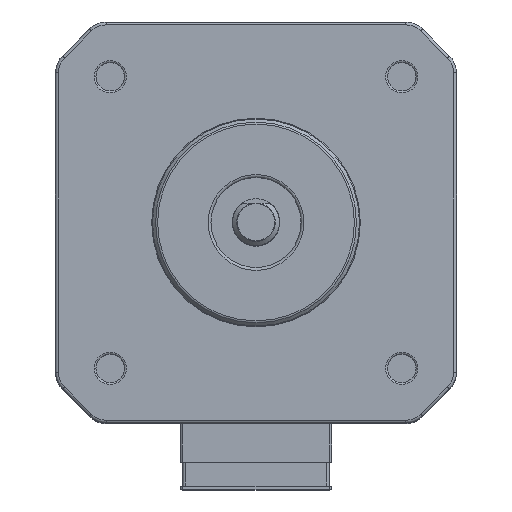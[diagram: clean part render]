
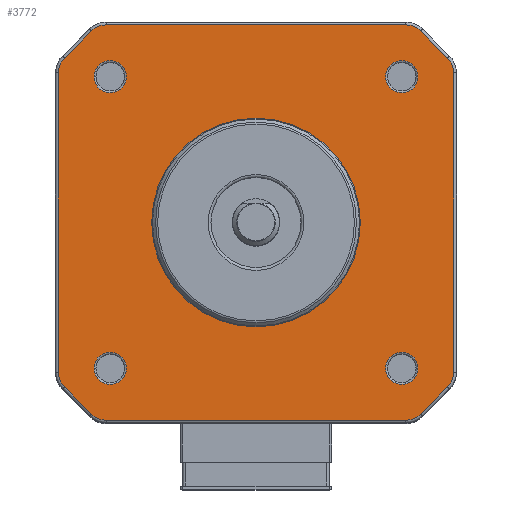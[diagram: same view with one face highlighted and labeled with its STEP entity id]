
A CAD part, top view. The second image highlights one B-rep face of the part: STEP entity #3772.
In plain terms, the highlighted planar face has unit normal (0, 0, 1).
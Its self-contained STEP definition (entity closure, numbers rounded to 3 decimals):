
#39=FACE_BOUND('',#527,.T.);
#40=FACE_BOUND('',#528,.T.);
#41=FACE_BOUND('',#529,.T.);
#42=FACE_BOUND('',#530,.T.);
#43=FACE_BOUND('',#531,.T.);
#87=PLANE('',#4161);
#292=FACE_OUTER_BOUND('',#526,.T.);
#526=EDGE_LOOP('',(#2927,#2928,#2929,#2930,#2931,#2932,#2933,#2934,#2935,
#2936,#2937,#2938,#2939,#2940,#2941,#2942));
#527=EDGE_LOOP('',(#2943));
#528=EDGE_LOOP('',(#2944));
#529=EDGE_LOOP('',(#2945,#2946));
#530=EDGE_LOOP('',(#2947));
#531=EDGE_LOOP('',(#2948));
#762=LINE('',#6117,#1053);
#764=LINE('',#6129,#1055);
#766=LINE('',#6141,#1057);
#768=LINE('',#6153,#1059);
#770=LINE('',#6165,#1061);
#772=LINE('',#6177,#1063);
#774=LINE('',#6189,#1065);
#775=LINE('',#6197,#1066);
#1053=VECTOR('',#4888,10.);
#1055=VECTOR('',#4902,10.);
#1057=VECTOR('',#4916,10.);
#1059=VECTOR('',#4930,10.);
#1061=VECTOR('',#4944,10.);
#1063=VECTOR('',#4958,10.);
#1065=VECTOR('',#4972,10.);
#1066=VECTOR('',#4983,10.);
#1345=CIRCLE('',#4103,2.2);
#1351=CIRCLE('',#4111,2.2);
#1355=CIRCLE('',#4117,2.2);
#1359=CIRCLE('',#4123,2.2);
#1363=CIRCLE('',#4129,2.2);
#1367=CIRCLE('',#4135,2.2);
#1371=CIRCLE('',#4141,2.2);
#1375=CIRCLE('',#4147,2.2);
#1380=CIRCLE('',#4162,1.7);
#1381=CIRCLE('',#4163,1.7);
#1382=CIRCLE('',#4164,4.75);
#1383=CIRCLE('',#4165,4.75);
#1384=CIRCLE('',#4166,1.7);
#1385=CIRCLE('',#4167,1.7);
#1637=VERTEX_POINT('',#6105);
#1638=VERTEX_POINT('',#6107);
#1640=VERTEX_POINT('',#6113);
#1642=VERTEX_POINT('',#6119);
#1644=VERTEX_POINT('',#6125);
#1646=VERTEX_POINT('',#6131);
#1648=VERTEX_POINT('',#6137);
#1650=VERTEX_POINT('',#6143);
#1652=VERTEX_POINT('',#6149);
#1654=VERTEX_POINT('',#6155);
#1656=VERTEX_POINT('',#6161);
#1658=VERTEX_POINT('',#6167);
#1660=VERTEX_POINT('',#6173);
#1662=VERTEX_POINT('',#6179);
#1664=VERTEX_POINT('',#6185);
#1666=VERTEX_POINT('',#6191);
#1677=VERTEX_POINT('',#6234);
#1678=VERTEX_POINT('',#6236);
#1679=VERTEX_POINT('',#6238);
#1680=VERTEX_POINT('',#6239);
#1681=VERTEX_POINT('',#6242);
#1682=VERTEX_POINT('',#6244);
#2075=EDGE_CURVE('',#1637,#1638,#1345,.T.);
#2080=EDGE_CURVE('',#1638,#1640,#762,.T.);
#2083=EDGE_CURVE('',#1640,#1642,#1351,.T.);
#2086=EDGE_CURVE('',#1642,#1644,#764,.T.);
#2089=EDGE_CURVE('',#1644,#1646,#1355,.T.);
#2092=EDGE_CURVE('',#1646,#1648,#766,.T.);
#2095=EDGE_CURVE('',#1648,#1650,#1359,.T.);
#2098=EDGE_CURVE('',#1650,#1652,#768,.T.);
#2101=EDGE_CURVE('',#1652,#1654,#1363,.T.);
#2104=EDGE_CURVE('',#1654,#1656,#770,.T.);
#2107=EDGE_CURVE('',#1656,#1658,#1367,.T.);
#2110=EDGE_CURVE('',#1658,#1660,#772,.T.);
#2113=EDGE_CURVE('',#1660,#1662,#1371,.T.);
#2116=EDGE_CURVE('',#1662,#1664,#774,.T.);
#2119=EDGE_CURVE('',#1664,#1666,#1375,.T.);
#2120=EDGE_CURVE('',#1666,#1637,#775,.T.);
#2139=EDGE_CURVE('',#1677,#1677,#1380,.T.);
#2140=EDGE_CURVE('',#1678,#1678,#1381,.T.);
#2141=EDGE_CURVE('',#1679,#1680,#1382,.T.);
#2142=EDGE_CURVE('',#1680,#1679,#1383,.T.);
#2143=EDGE_CURVE('',#1681,#1681,#1384,.T.);
#2144=EDGE_CURVE('',#1682,#1682,#1385,.T.);
#2927=ORIENTED_EDGE('',*,*,#2075,.F.);
#2928=ORIENTED_EDGE('',*,*,#2120,.F.);
#2929=ORIENTED_EDGE('',*,*,#2119,.F.);
#2930=ORIENTED_EDGE('',*,*,#2116,.F.);
#2931=ORIENTED_EDGE('',*,*,#2113,.F.);
#2932=ORIENTED_EDGE('',*,*,#2110,.F.);
#2933=ORIENTED_EDGE('',*,*,#2107,.F.);
#2934=ORIENTED_EDGE('',*,*,#2104,.F.);
#2935=ORIENTED_EDGE('',*,*,#2101,.F.);
#2936=ORIENTED_EDGE('',*,*,#2098,.F.);
#2937=ORIENTED_EDGE('',*,*,#2095,.F.);
#2938=ORIENTED_EDGE('',*,*,#2092,.F.);
#2939=ORIENTED_EDGE('',*,*,#2089,.F.);
#2940=ORIENTED_EDGE('',*,*,#2086,.F.);
#2941=ORIENTED_EDGE('',*,*,#2083,.F.);
#2942=ORIENTED_EDGE('',*,*,#2080,.F.);
#2943=ORIENTED_EDGE('',*,*,#2139,.F.);
#2944=ORIENTED_EDGE('',*,*,#2140,.F.);
#2945=ORIENTED_EDGE('',*,*,#2141,.T.);
#2946=ORIENTED_EDGE('',*,*,#2142,.T.);
#2947=ORIENTED_EDGE('',*,*,#2143,.F.);
#2948=ORIENTED_EDGE('',*,*,#2144,.F.);
#3772=ADVANCED_FACE('',(#292,#39,#40,#41,#42,#43),#87,.T.);
#4103=AXIS2_PLACEMENT_3D('',#6108,#4877,#4878);
#4111=AXIS2_PLACEMENT_3D('',#6123,#4895,#4896);
#4117=AXIS2_PLACEMENT_3D('',#6135,#4909,#4910);
#4123=AXIS2_PLACEMENT_3D('',#6147,#4923,#4924);
#4129=AXIS2_PLACEMENT_3D('',#6159,#4937,#4938);
#4135=AXIS2_PLACEMENT_3D('',#6171,#4951,#4952);
#4141=AXIS2_PLACEMENT_3D('',#6183,#4965,#4966);
#4147=AXIS2_PLACEMENT_3D('',#6195,#4979,#4980);
#4161=AXIS2_PLACEMENT_3D('',#6233,#5022,#5023);
#4162=AXIS2_PLACEMENT_3D('',#6235,#5024,#5025);
#4163=AXIS2_PLACEMENT_3D('',#6237,#5026,#5027);
#4164=AXIS2_PLACEMENT_3D('',#6240,#5028,#5029);
#4165=AXIS2_PLACEMENT_3D('',#6241,#5030,#5031);
#4166=AXIS2_PLACEMENT_3D('',#6243,#5032,#5033);
#4167=AXIS2_PLACEMENT_3D('',#6245,#5034,#5035);
#4877=DIRECTION('center_axis',(0.,0.,-1.));
#4878=DIRECTION('ref_axis',(-0.924,-0.383,0.));
#4888=DIRECTION('',(0.,1.,0.));
#4895=DIRECTION('center_axis',(0.,0.,-1.));
#4896=DIRECTION('ref_axis',(-0.924,0.383,0.));
#4902=DIRECTION('',(0.707,0.707,0.));
#4909=DIRECTION('center_axis',(0.,0.,-1.));
#4910=DIRECTION('ref_axis',(-0.383,0.924,0.));
#4916=DIRECTION('',(1.,0.,0.));
#4923=DIRECTION('center_axis',(0.,0.,-1.));
#4924=DIRECTION('ref_axis',(0.383,0.924,0.));
#4930=DIRECTION('',(0.707,-0.707,0.));
#4937=DIRECTION('center_axis',(0.,0.,-1.));
#4938=DIRECTION('ref_axis',(0.924,0.383,0.));
#4944=DIRECTION('',(0.,-1.,0.));
#4951=DIRECTION('center_axis',(0.,0.,-1.));
#4952=DIRECTION('ref_axis',(0.924,-0.383,0.));
#4958=DIRECTION('',(-0.707,-0.707,0.));
#4965=DIRECTION('center_axis',(0.,0.,-1.));
#4966=DIRECTION('ref_axis',(0.383,-0.924,0.));
#4972=DIRECTION('',(-1.,0.,0.));
#4979=DIRECTION('center_axis',(0.,0.,-1.));
#4980=DIRECTION('ref_axis',(-0.383,-0.924,0.));
#4983=DIRECTION('',(-0.707,0.707,0.));
#5022=DIRECTION('center_axis',(0.,0.,1.));
#5023=DIRECTION('ref_axis',(1.,0.,0.));
#5024=DIRECTION('center_axis',(0.,0.,1.));
#5025=DIRECTION('ref_axis',(-1.,0.,0.));
#5026=DIRECTION('center_axis',(0.,0.,1.));
#5027=DIRECTION('ref_axis',(-1.,0.,0.));
#5028=DIRECTION('center_axis',(0.,0.,-1.));
#5029=DIRECTION('ref_axis',(1.,0.,0.));
#5030=DIRECTION('center_axis',(0.,0.,-1.));
#5031=DIRECTION('ref_axis',(1.,0.,0.));
#5032=DIRECTION('center_axis',(0.,0.,1.));
#5033=DIRECTION('ref_axis',(-1.,0.,0.));
#5034=DIRECTION('center_axis',(0.,0.,1.));
#5035=DIRECTION('ref_axis',(-1.,0.,0.));
#6105=CARTESIAN_POINT('',(-20.206,-17.342,37.3));
#6107=CARTESIAN_POINT('',(-20.85,-15.786,37.3));
#6108=CARTESIAN_POINT('Origin',(-18.65,-15.786,37.3));
#6113=CARTESIAN_POINT('',(-20.85,15.786,37.3));
#6117=CARTESIAN_POINT('',(-20.85,8.411,37.3));
#6119=CARTESIAN_POINT('',(-20.206,17.342,37.3));
#6123=CARTESIAN_POINT('Origin',(-18.65,15.786,37.3));
#6125=CARTESIAN_POINT('',(-17.342,20.206,37.3));
#6129=CARTESIAN_POINT('',(-17.692,19.856,37.3));
#6131=CARTESIAN_POINT('',(-15.786,20.85,37.3));
#6135=CARTESIAN_POINT('Origin',(-15.786,18.65,37.3));
#6137=CARTESIAN_POINT('',(15.786,20.85,37.3));
#6141=CARTESIAN_POINT('',(8.411,20.85,37.3));
#6143=CARTESIAN_POINT('',(17.342,20.206,37.3));
#6147=CARTESIAN_POINT('Origin',(15.786,18.65,37.3));
#6149=CARTESIAN_POINT('',(20.206,17.342,37.3));
#6153=CARTESIAN_POINT('',(19.856,17.692,37.3));
#6155=CARTESIAN_POINT('',(20.85,15.786,37.3));
#6159=CARTESIAN_POINT('Origin',(18.65,15.786,37.3));
#6161=CARTESIAN_POINT('',(20.85,-15.786,37.3));
#6165=CARTESIAN_POINT('',(20.85,-8.411,37.3));
#6167=CARTESIAN_POINT('',(20.206,-17.342,37.3));
#6171=CARTESIAN_POINT('Origin',(18.65,-15.786,37.3));
#6173=CARTESIAN_POINT('',(17.342,-20.206,37.3));
#6177=CARTESIAN_POINT('',(17.692,-19.856,37.3));
#6179=CARTESIAN_POINT('',(15.786,-20.85,37.3));
#6183=CARTESIAN_POINT('Origin',(15.786,-18.65,37.3));
#6185=CARTESIAN_POINT('',(-15.786,-20.85,37.3));
#6189=CARTESIAN_POINT('',(-8.411,-20.85,37.3));
#6191=CARTESIAN_POINT('',(-17.342,-20.206,37.3));
#6195=CARTESIAN_POINT('Origin',(-15.786,-18.65,37.3));
#6197=CARTESIAN_POINT('',(-19.856,-17.692,37.3));
#6233=CARTESIAN_POINT('Origin',(0.,0.,
37.3));
#6234=CARTESIAN_POINT('',(17.08,-15.38,37.3));
#6235=CARTESIAN_POINT('Origin',(15.38,-15.38,37.3));
#6236=CARTESIAN_POINT('',(-13.68,15.38,37.3));
#6237=CARTESIAN_POINT('Origin',(-15.38,15.38,37.3));
#6238=CARTESIAN_POINT('',(4.75,0.,37.3));
#6239=CARTESIAN_POINT('',(-4.75,0.,37.3));
#6240=CARTESIAN_POINT('Origin',(0.,0.,37.3));
#6241=CARTESIAN_POINT('Origin',(0.,0.,37.3));
#6242=CARTESIAN_POINT('',(-13.68,-15.38,37.3));
#6243=CARTESIAN_POINT('Origin',(-15.38,-15.38,37.3));
#6244=CARTESIAN_POINT('',(17.08,15.38,37.3));
#6245=CARTESIAN_POINT('Origin',(15.38,15.38,37.3));
